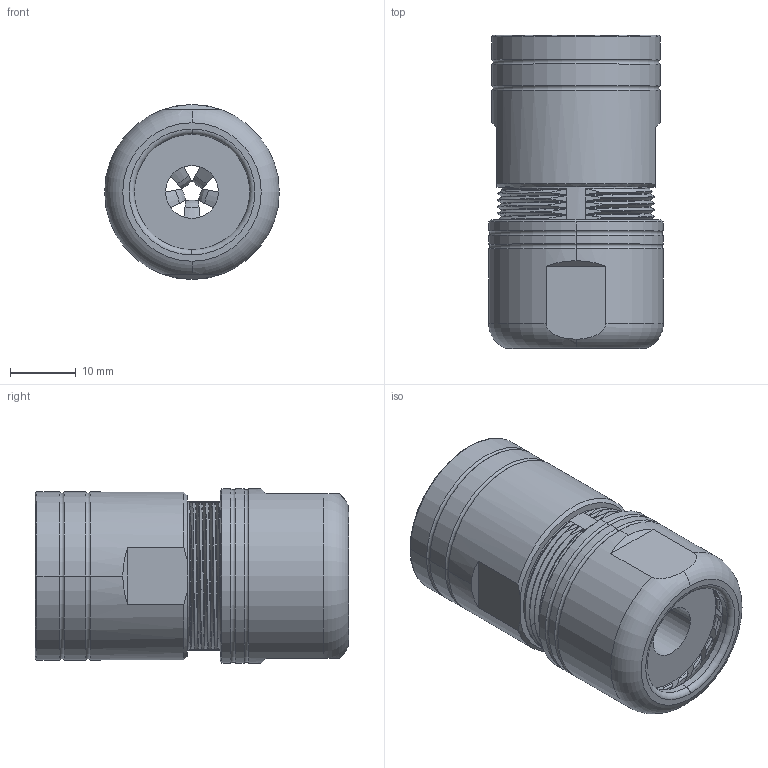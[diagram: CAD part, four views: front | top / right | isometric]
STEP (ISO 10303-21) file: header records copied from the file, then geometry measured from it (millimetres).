
FILE_DESCRIPTION((''),'2;1');
FILE_NAME('M0126','2015-10-26T',('drack.xie'),(''),'PRO/ENGINEER BY PARAMETRIC TECHNOLOGY CORPORATION, 2013230','PRO/ENGINEER BY PARAMETRIC TECHNOLOGY CORPORATION, 2013230','');
FILE_SCHEMA(('CONFIG_CONTROL_DESIGN'));
Products named in the file (1): M0126
Bounding box: 26.5 x 47.5 x 26.5 mm (x, y, z)
Volume: 9739 mm3; surface area: 14006 mm2
Topology: 1 solids, 1 shells, 918 faces, 2530 edges, 1599 vertices
Faces by surface type: plane 389, bspline 237, cylinder 166, cone 82, torus 44
Entity records: 56992 total; most frequent: CARTESIAN_POINT 35971, ORIENTED_EDGE 5060, DIRECTION 3344, EDGE_CURVE 2530, VERTEX_POINT 1599, AXIS2_PLACEMENT_3D 1196, B_SPLINE_CURVE_WITH_KNOTS 1063, EDGE_LOOP 981
